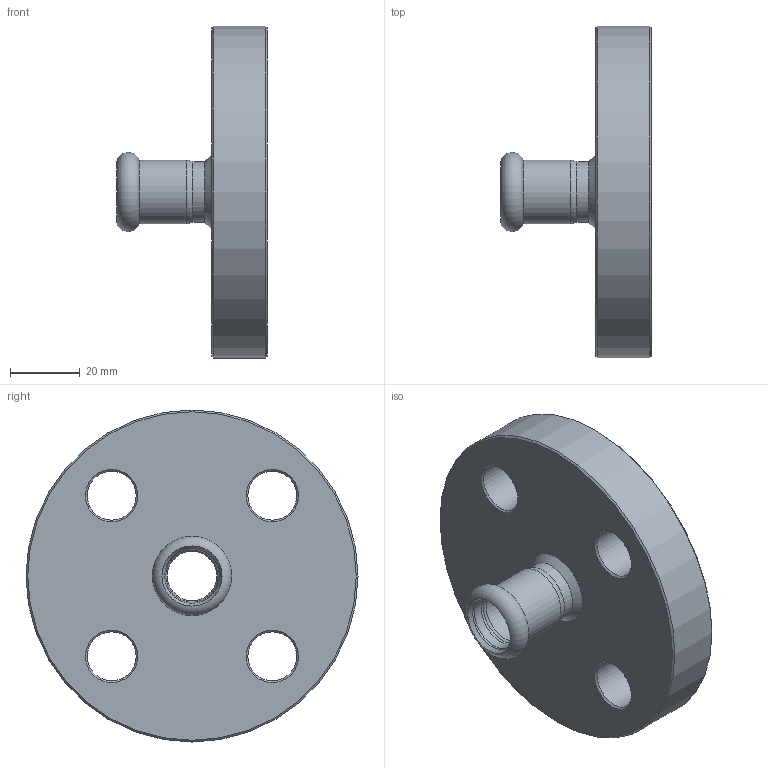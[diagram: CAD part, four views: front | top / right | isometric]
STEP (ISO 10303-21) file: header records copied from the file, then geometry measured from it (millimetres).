
FILE_DESCRIPTION(/* description */ ('FLANGIA CON MANICOTTO STEELPRES DN15'),/* implementation_level */ '2;1');
FILE_NAME(/* name */ '393015000_Steelpres.stp',/* time_stamp */ '2022-10-24T08:30:50+02:00',/* author */ ('Vault'),/* organization */ ('Raccorderie metalliche s.p.a. '),/* preprocessor_version */ 'ST-DEVELOPER v18.1',/* originating_system */ 'Autodesk Inventor 2020',/* authorisation */ 'Raccorderie metalliche s.p.a. ');
FILE_SCHEMA (('AUTOMOTIVE_DESIGN { 1 0 10303 214 3 1 1 }'));
Length unit declared in the file: millimetre
Products named in the file (1): 393015000_Steelpres
Bounding box: 43.2 x 95 x 95 mm (x, y, z)
Volume: 103722.7 mm3; surface area: 23820 mm2
Topology: 1 solids, 2 shells, 39 faces, 112 edges, 77 vertices
Faces by surface type: cone 15, cylinder 14, torus 6, plane 4
Full cylindrical faces by diameter (mm): 14 x4, 14.2 x2, 15.3 x1, 15.7 x2, 17.2 x2, 17.4 x1, 18.3 x1, 95 x1
Entity records: 1409 total; most frequent: DIRECTION 275, CARTESIAN_POINT 229, ORIENTED_EDGE 224, AXIS2_PLACEMENT_3D 123, EDGE_CURVE 112, CIRCLE 83, VERTEX_POINT 77, EDGE_LOOP 51
